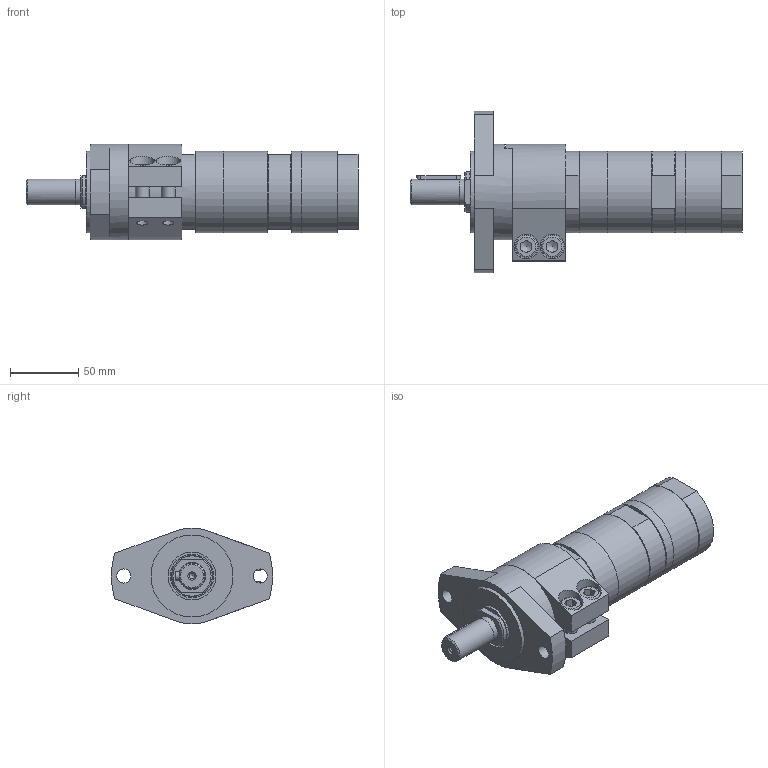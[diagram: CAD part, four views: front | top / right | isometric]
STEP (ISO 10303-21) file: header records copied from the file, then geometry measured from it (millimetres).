
FILE_DESCRIPTION(/* description */ (''),/* implementation_level */ '2;1');
FILE_NAME(/* name */ 'MUD 82-200 F100_60031957.stp',/* time_stamp */ '2018-10-09T09:28:29+02:00',/* author */ ('flambert'),/* organization */ (''),/* preprocessor_version */ 'ST-DEVELOPER v17',/* originating_system */ 'Autodesk Inventor 2018',/* authorisation */ '');
FILE_SCHEMA (('AUTOMOTIVE_DESIGN { 1 0 10303 214 3 1 1 }'));
Length unit declared in the file: millimetre
Products named in the file (1): MUD 82-200 F100_60031957
Bounding box: 243 x 118 x 70 mm (x, y, z)
Volume: 682910.8 mm3; surface area: 75336.3 mm2
Topology: 1 solids, 5 shells, 260 faces, 698 edges, 467 vertices
Faces by surface type: plane 148, cylinder 62, cone 34, torus 7, bspline 7, sphere 2
Full cylindrical faces by diameter (mm): 1.55 x2, 3.6 x1, 4 x1, 4.134 x1, 5 x1, 5.5 x1, 8.376 x2, 10 x2, 10.3 x2, 10.5 x2, 14.95 x2, 16 x2, 18 x2, 18.631 x1, 18.8 x1, 19 x1, 29.95 x1, 35 x1, 40 x1, 55.178 x1, 60 x5, 70 x1
Entity records: 8747 total; most frequent: CARTESIAN_POINT 1727, DIRECTION 1406, ORIENTED_EDGE 1390, EDGE_CURVE 695, AXIS2_PLACEMENT_3D 521, VERTEX_POINT 467, LINE 364, VECTOR 364
